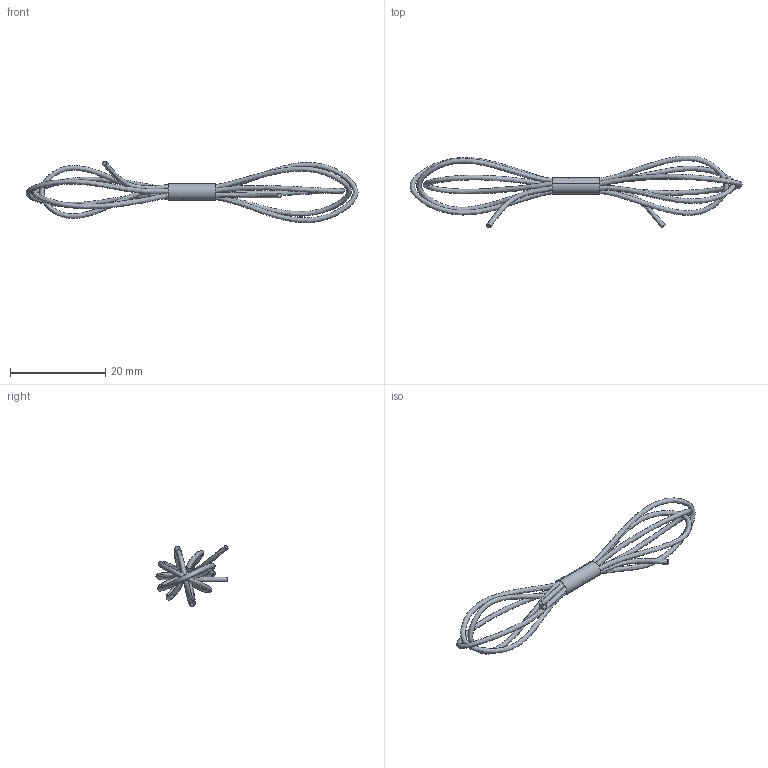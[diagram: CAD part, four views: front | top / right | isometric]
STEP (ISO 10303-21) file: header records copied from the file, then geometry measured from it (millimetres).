
FILE_DESCRIPTION((''),'2;1');
FILE_NAME('NG.stp','2020-04-21T00:52:22',(''),(''),'AutoCAD STEP 2000i','AutoCAD 2000i',', , ');
FILE_SCHEMA(('CONFIG_CONTROL_DESIGN'));
Length unit declared in the file: millimetre
Products named in the file (3): NG; PART1; PART2
Assembly tree (2 placements, depth 2):
  NG
    PART1
    PART2
Bounding box: 69.66 x 15.11 x 12.87 mm (x, y, z)
Volume: 375.9 mm3; surface area: 1725.3 mm2
Topology: 2 solids, 2 shells, 11 faces, 73 edges, 87 vertices
Faces by surface type: cylinder 6, bspline 3, plane 2
Entity records: 2436 total; most frequent: CARTESIAN_POINT 1872, DIRECTION 135, AXIS2_PLACEMENT_3D 62, ORIENTED_EDGE 58, CIRCLE 51, EDGE_CURVE 29, VERTEX_POINT 20, VECTOR 11
